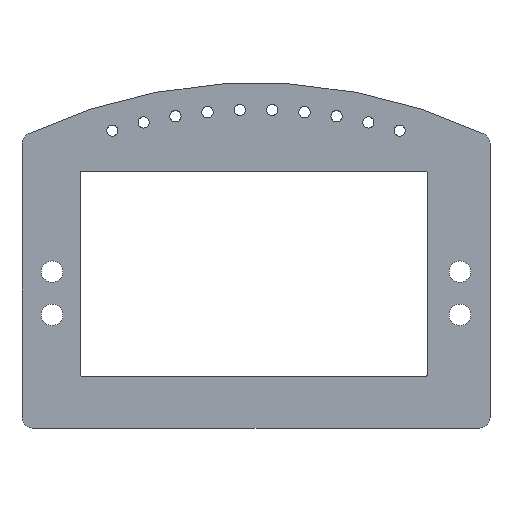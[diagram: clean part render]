
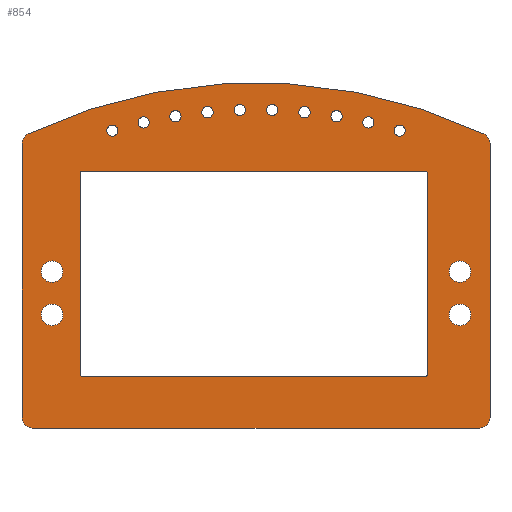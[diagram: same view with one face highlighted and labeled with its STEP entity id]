
A CAD part, top view. The second image highlights one B-rep face of the part: STEP entity #854.
In plain terms, the highlighted planar face has unit normal (0, 0, 1).
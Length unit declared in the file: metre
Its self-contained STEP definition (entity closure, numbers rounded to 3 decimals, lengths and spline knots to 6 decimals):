
#64=CIRCLE('',#919,0.247372);
#65=CIRCLE('',#925,0.005);
#66=CIRCLE('',#927,0.005);
#67=CIRCLE('',#929,0.005);
#68=CIRCLE('',#931,0.005);
#69=CIRCLE('',#933,0.0026);
#71=CIRCLE('',#936,0.0026);
#73=CIRCLE('',#939,0.0026);
#75=CIRCLE('',#942,0.0026);
#77=CIRCLE('',#945,0.0026);
#79=CIRCLE('',#948,0.0026);
#81=CIRCLE('',#951,0.0026);
#83=CIRCLE('',#954,0.0026);
#85=CIRCLE('',#957,0.0026);
#87=CIRCLE('',#960,0.0026);
#89=CIRCLE('',#965,0.001);
#90=CIRCLE('',#966,0.001);
#91=CIRCLE('',#967,0.001);
#92=CIRCLE('',#968,0.001);
#93=CIRCLE('',#969,0.005);
#94=CIRCLE('',#970,0.005);
#95=CIRCLE('',#971,0.005);
#96=CIRCLE('',#972,0.005);
#199=ORIENTED_EDGE('',*,*,#356,.F.);
#200=ORIENTED_EDGE('',*,*,#395,.T.);
#201=ORIENTED_EDGE('',*,*,#360,.T.);
#202=ORIENTED_EDGE('',*,*,#396,.T.);
#203=ORIENTED_EDGE('',*,*,#363,.T.);
#204=ORIENTED_EDGE('',*,*,#397,.T.);
#205=ORIENTED_EDGE('',*,*,#390,.F.);
#206=ORIENTED_EDGE('',*,*,#398,.T.);
#207=ORIENTED_EDGE('',*,*,#387,.F.);
#208=ORIENTED_EDGE('',*,*,#385,.F.);
#209=ORIENTED_EDGE('',*,*,#383,.F.);
#210=ORIENTED_EDGE('',*,*,#381,.F.);
#211=ORIENTED_EDGE('',*,*,#379,.F.);
#212=ORIENTED_EDGE('',*,*,#377,.F.);
#213=ORIENTED_EDGE('',*,*,#375,.F.);
#214=ORIENTED_EDGE('',*,*,#373,.F.);
#215=ORIENTED_EDGE('',*,*,#371,.F.);
#216=ORIENTED_EDGE('',*,*,#369,.F.);
#217=ORIENTED_EDGE('',*,*,#368,.F.);
#218=ORIENTED_EDGE('',*,*,#367,.F.);
#219=ORIENTED_EDGE('',*,*,#366,.F.);
#220=ORIENTED_EDGE('',*,*,#365,.F.);
#221=ORIENTED_EDGE('',*,*,#354,.T.);
#222=ORIENTED_EDGE('',*,*,#399,.T.);
#223=ORIENTED_EDGE('',*,*,#392,.T.);
#224=ORIENTED_EDGE('',*,*,#400,.T.);
#225=ORIENTED_EDGE('',*,*,#347,.T.);
#226=ORIENTED_EDGE('',*,*,#401,.T.);
#227=ORIENTED_EDGE('',*,*,#350,.T.);
#228=ORIENTED_EDGE('',*,*,#402,.T.);
#347=EDGE_CURVE('',#451,#452,#516,.T.);
#350=EDGE_CURVE('',#453,#454,#64,.T.);
#354=EDGE_CURVE('',#456,#455,#522,.T.);
#356=EDGE_CURVE('',#457,#458,#524,.T.);
#360=EDGE_CURVE('',#460,#459,#528,.T.);
#363=EDGE_CURVE('',#462,#461,#531,.T.);
#365=EDGE_CURVE('',#463,#463,#65,.T.);
#366=EDGE_CURVE('',#464,#464,#66,.T.);
#367=EDGE_CURVE('',#465,#465,#67,.T.);
#368=EDGE_CURVE('',#466,#466,#68,.T.);
#369=EDGE_CURVE('',#467,#467,#69,.T.);
#371=EDGE_CURVE('',#469,#469,#71,.T.);
#373=EDGE_CURVE('',#471,#471,#73,.T.);
#375=EDGE_CURVE('',#473,#473,#75,.T.);
#377=EDGE_CURVE('',#475,#475,#77,.T.);
#379=EDGE_CURVE('',#477,#477,#79,.T.);
#381=EDGE_CURVE('',#479,#479,#81,.T.);
#383=EDGE_CURVE('',#481,#481,#83,.T.);
#385=EDGE_CURVE('',#483,#483,#85,.T.);
#387=EDGE_CURVE('',#485,#485,#87,.T.);
#390=EDGE_CURVE('',#487,#488,#534,.T.);
#392=EDGE_CURVE('',#489,#490,#536,.T.);
#395=EDGE_CURVE('',#457,#460,#89,.F.);
#396=EDGE_CURVE('',#459,#462,#90,.F.);
#397=EDGE_CURVE('',#461,#488,#91,.F.);
#398=EDGE_CURVE('',#487,#458,#92,.F.);
#399=EDGE_CURVE('',#455,#489,#93,.T.);
#400=EDGE_CURVE('',#490,#451,#94,.T.);
#401=EDGE_CURVE('',#452,#453,#95,.T.);
#402=EDGE_CURVE('',#454,#456,#96,.T.);
#451=VERTEX_POINT('',#1354);
#452=VERTEX_POINT('',#1355);
#453=VERTEX_POINT('',#1360);
#454=VERTEX_POINT('',#1361);
#455=VERTEX_POINT('',#1366);
#456=VERTEX_POINT('',#1368);
#457=VERTEX_POINT('',#1372);
#458=VERTEX_POINT('',#1373);
#459=VERTEX_POINT('',#1378);
#460=VERTEX_POINT('',#1380);
#461=VERTEX_POINT('',#1384);
#462=VERTEX_POINT('',#1386);
#463=VERTEX_POINT('',#1390);
#464=VERTEX_POINT('',#1393);
#465=VERTEX_POINT('',#1396);
#466=VERTEX_POINT('',#1399);
#467=VERTEX_POINT('',#1402);
#469=VERTEX_POINT('',#1407);
#471=VERTEX_POINT('',#1412);
#473=VERTEX_POINT('',#1417);
#475=VERTEX_POINT('',#1422);
#477=VERTEX_POINT('',#1427);
#479=VERTEX_POINT('',#1432);
#481=VERTEX_POINT('',#1437);
#483=VERTEX_POINT('',#1442);
#485=VERTEX_POINT('',#1447);
#487=VERTEX_POINT('',#1452);
#488=VERTEX_POINT('',#1454);
#489=VERTEX_POINT('',#1458);
#490=VERTEX_POINT('',#1459);
#516=LINE('',#1353,#554);
#522=LINE('',#1367,#560);
#524=LINE('',#1371,#562);
#528=LINE('',#1379,#566);
#531=LINE('',#1385,#569);
#534=LINE('',#1453,#572);
#536=LINE('',#1457,#574);
#554=VECTOR('',#1069,1.);
#560=VECTOR('',#1081,1.);
#562=VECTOR('',#1085,1.);
#566=VECTOR('',#1091,1.);
#569=VECTOR('',#1096,1.);
#572=VECTOR('',#1177,1.);
#574=VECTOR('',#1181,1.);
#630=EDGE_LOOP('',(#199,#200,#201,#202,#203,#204,#205,#206));
#631=EDGE_LOOP('',(#207));
#632=EDGE_LOOP('',(#208));
#633=EDGE_LOOP('',(#209));
#634=EDGE_LOOP('',(#210));
#635=EDGE_LOOP('',(#211));
#636=EDGE_LOOP('',(#212));
#637=EDGE_LOOP('',(#213));
#638=EDGE_LOOP('',(#214));
#639=EDGE_LOOP('',(#215));
#640=EDGE_LOOP('',(#216));
#641=EDGE_LOOP('',(#217));
#642=EDGE_LOOP('',(#218));
#643=EDGE_LOOP('',(#219));
#644=EDGE_LOOP('',(#220));
#645=EDGE_LOOP('',(#221,#222,#223,#224,#225,#226,#227,#228));
#744=FACE_BOUND('',#630,.T.);
#745=FACE_BOUND('',#631,.T.);
#746=FACE_BOUND('',#632,.T.);
#747=FACE_BOUND('',#633,.T.);
#748=FACE_BOUND('',#634,.T.);
#749=FACE_BOUND('',#635,.T.);
#750=FACE_BOUND('',#636,.T.);
#751=FACE_BOUND('',#637,.T.);
#752=FACE_BOUND('',#638,.T.);
#753=FACE_BOUND('',#639,.T.);
#754=FACE_BOUND('',#640,.T.);
#755=FACE_BOUND('',#641,.T.);
#756=FACE_BOUND('',#642,.T.);
#757=FACE_BOUND('',#643,.T.);
#758=FACE_BOUND('',#644,.T.);
#759=FACE_BOUND('',#645,.T.);
#819=PLANE('',#964);
#854=ADVANCED_FACE('',(#744,#745,#746,#747,#748,#749,#750,#751,#752,#753,
#754,#755,#756,#757,#758,#759),#819,.T.);
#919=AXIS2_PLACEMENT_3D('',#1359,#1074,#1075);
#925=AXIS2_PLACEMENT_3D('',#1389,#1100,#1101);
#927=AXIS2_PLACEMENT_3D('',#1392,#1104,#1105);
#929=AXIS2_PLACEMENT_3D('',#1395,#1108,#1109);
#931=AXIS2_PLACEMENT_3D('',#1398,#1112,#1113);
#933=AXIS2_PLACEMENT_3D('',#1401,#1116,#1117);
#936=AXIS2_PLACEMENT_3D('',#1406,#1122,#1123);
#939=AXIS2_PLACEMENT_3D('',#1411,#1128,#1129);
#942=AXIS2_PLACEMENT_3D('',#1416,#1134,#1135);
#945=AXIS2_PLACEMENT_3D('',#1421,#1140,#1141);
#948=AXIS2_PLACEMENT_3D('',#1426,#1146,#1147);
#951=AXIS2_PLACEMENT_3D('',#1431,#1152,#1153);
#954=AXIS2_PLACEMENT_3D('',#1436,#1158,#1159);
#957=AXIS2_PLACEMENT_3D('',#1441,#1164,#1165);
#960=AXIS2_PLACEMENT_3D('',#1446,#1170,#1171);
#964=AXIS2_PLACEMENT_3D('',#1462,#1184,#1185);
#965=AXIS2_PLACEMENT_3D('',#1463,#1186,#1187);
#966=AXIS2_PLACEMENT_3D('',#1464,#1188,#1189);
#967=AXIS2_PLACEMENT_3D('',#1465,#1190,#1191);
#968=AXIS2_PLACEMENT_3D('',#1466,#1192,#1193);
#969=AXIS2_PLACEMENT_3D('',#1467,#1194,#1195);
#970=AXIS2_PLACEMENT_3D('',#1468,#1196,#1197);
#971=AXIS2_PLACEMENT_3D('',#1469,#1198,#1199);
#972=AXIS2_PLACEMENT_3D('',#1470,#1200,#1201);
#1069=DIRECTION('',(0.,1.,0.));
#1074=DIRECTION('',(0.,0.,1.));
#1075=DIRECTION('',(1.,0.,0.));
#1081=DIRECTION('',(0.,-1.,0.));
#1085=DIRECTION('',(0.,-1.,0.));
#1091=DIRECTION('',(1.,0.,0.));
#1096=DIRECTION('',(0.,-1.,0.));
#1100=DIRECTION('',(0.,0.,1.));
#1101=DIRECTION('',(1.,0.,0.));
#1104=DIRECTION('',(0.,0.,1.));
#1105=DIRECTION('',(1.,0.,0.));
#1108=DIRECTION('',(0.,0.,1.));
#1109=DIRECTION('',(1.,0.,0.));
#1112=DIRECTION('',(0.,0.,1.));
#1113=DIRECTION('',(1.,0.,0.));
#1116=DIRECTION('',(0.,0.,1.));
#1117=DIRECTION('',(1.,0.,0.));
#1122=DIRECTION('',(0.,0.,1.));
#1123=DIRECTION('',(1.,0.,0.));
#1128=DIRECTION('',(0.,0.,1.));
#1129=DIRECTION('',(1.,0.,0.));
#1134=DIRECTION('',(0.,0.,1.));
#1135=DIRECTION('',(1.,0.,0.));
#1140=DIRECTION('',(0.,0.,1.));
#1141=DIRECTION('',(1.,0.,0.));
#1146=DIRECTION('',(0.,0.,1.));
#1147=DIRECTION('',(1.,0.,0.));
#1152=DIRECTION('',(0.,0.,1.));
#1153=DIRECTION('',(1.,0.,0.));
#1158=DIRECTION('',(0.,0.,1.));
#1159=DIRECTION('',(1.,0.,0.));
#1164=DIRECTION('',(0.,0.,1.));
#1165=DIRECTION('',(1.,0.,0.));
#1170=DIRECTION('',(0.,0.,1.));
#1171=DIRECTION('',(1.,0.,0.));
#1177=DIRECTION('',(1.,0.,0.));
#1181=DIRECTION('',(1.,0.,0.));
#1184=DIRECTION('',(0.,0.,1.));
#1185=DIRECTION('',(1.,0.,0.));
#1186=DIRECTION('',(0.,0.,1.));
#1187=DIRECTION('',(1.,0.,0.));
#1188=DIRECTION('',(0.,0.,1.));
#1189=DIRECTION('',(1.,0.,0.));
#1190=DIRECTION('',(0.,0.,1.));
#1191=DIRECTION('',(1.,0.,0.));
#1192=DIRECTION('',(0.,0.,1.));
#1193=DIRECTION('',(1.,0.,0.));
#1194=DIRECTION('',(0.,0.,1.));
#1195=DIRECTION('',(1.,0.,0.));
#1196=DIRECTION('',(0.,0.,1.));
#1197=DIRECTION('',(1.,0.,0.));
#1198=DIRECTION('',(0.,0.,1.));
#1199=DIRECTION('',(1.,0.,0.));
#1200=DIRECTION('',(0.,0.,1.));
#1201=DIRECTION('',(1.,0.,0.));
#1353=CARTESIAN_POINT('',(0.10845,-0.01252,0.003));
#1354=CARTESIAN_POINT('',(0.10845,-0.075,0.003));
#1355=CARTESIAN_POINT('',(0.10845,0.051814,0.003));
#1359=CARTESIAN_POINT('',(0.,-0.167372,0.003));
#1360=CARTESIAN_POINT('',(0.105584,0.056335,0.003));
#1361=CARTESIAN_POINT('',(-0.105584,0.056335,0.003));
#1366=CARTESIAN_POINT('',(-0.10845,-0.075,0.003));
#1367=CARTESIAN_POINT('',(-0.10845,-0.01252,0.003));
#1368=CARTESIAN_POINT('',(-0.10845,0.051814,0.003));
#1371=CARTESIAN_POINT('',(-0.0815,-0.00852,0.003));
#1372=CARTESIAN_POINT('',(-0.0815,0.03798,0.003));
#1373=CARTESIAN_POINT('',(-0.0815,-0.05502,0.003));
#1378=CARTESIAN_POINT('',(0.0785,0.03898,0.003));
#1379=CARTESIAN_POINT('',(0.078975,0.03898,0.003));
#1380=CARTESIAN_POINT('',(-0.0805,0.03898,0.003));
#1384=CARTESIAN_POINT('',(0.0795,-0.05502,0.003));
#1385=CARTESIAN_POINT('',(0.0795,-0.00852,0.003));
#1386=CARTESIAN_POINT('',(0.0795,0.03798,0.003));
#1389=CARTESIAN_POINT('',(0.0945,-0.00752,0.003));
#1390=CARTESIAN_POINT('',(0.0995,-0.00752,0.003));
#1392=CARTESIAN_POINT('',(0.0945,-0.02752,0.003));
#1393=CARTESIAN_POINT('',(0.0995,-0.02752,0.003));
#1395=CARTESIAN_POINT('',(-0.0945,-0.00752,0.003));
#1396=CARTESIAN_POINT('',(-0.0895,-0.00752,0.003));
#1398=CARTESIAN_POINT('',(-0.0945,-0.02752,0.003));
#1399=CARTESIAN_POINT('',(-0.0895,-0.02752,0.003));
#1401=CARTESIAN_POINT('',(0.066586,0.057864,0.003));
#1402=CARTESIAN_POINT('',(0.069186,0.057864,0.003));
#1406=CARTESIAN_POINT('',(0.052073,0.061655,0.003));
#1407=CARTESIAN_POINT('',(0.054673,0.061655,0.003));
#1411=CARTESIAN_POINT('',(0.037347,0.064512,0.003));
#1412=CARTESIAN_POINT('',(0.039947,0.064512,0.003));
#1416=CARTESIAN_POINT('',(0.022469,0.066423,0.003));
#1417=CARTESIAN_POINT('',(0.025069,0.066423,0.003));
#1421=CARTESIAN_POINT('',(0.0075,0.06738,0.003));
#1422=CARTESIAN_POINT('',(0.0101,0.06738,0.003));
#1426=CARTESIAN_POINT('',(-0.0075,0.06738,0.003));
#1427=CARTESIAN_POINT('',(-0.0049,0.06738,0.003));
#1431=CARTESIAN_POINT('',(-0.022469,0.066423,0.003));
#1432=CARTESIAN_POINT('',(-0.019869,0.066423,0.003));
#1436=CARTESIAN_POINT('',(-0.037347,0.064512,0.003));
#1437=CARTESIAN_POINT('',(-0.034747,0.064512,0.003));
#1441=CARTESIAN_POINT('',(-0.052073,0.061655,0.003));
#1442=CARTESIAN_POINT('',(-0.049473,0.061655,0.003));
#1446=CARTESIAN_POINT('',(-0.066586,0.057864,0.003));
#1447=CARTESIAN_POINT('',(-0.063986,0.057864,0.003));
#1452=CARTESIAN_POINT('',(-0.0805,-0.05602,0.003));
#1453=CARTESIAN_POINT('',(-0.001,-0.05602,0.003));
#1454=CARTESIAN_POINT('',(0.0785,-0.05602,0.003));
#1457=CARTESIAN_POINT('',(0.,-0.08,0.003));
#1458=CARTESIAN_POINT('',(-0.10345,-0.08,0.003));
#1459=CARTESIAN_POINT('',(0.10345,-0.08,0.003));
#1462=CARTESIAN_POINT('',(0.,0.,0.003));
#1463=CARTESIAN_POINT('',(-0.0805,0.03798,0.003));
#1464=CARTESIAN_POINT('',(0.0785,0.03798,0.003));
#1465=CARTESIAN_POINT('',(0.0785,-0.05502,0.003));
#1466=CARTESIAN_POINT('',(-0.0805,-0.05502,0.003));
#1467=CARTESIAN_POINT('',(-0.10345,-0.075,0.003));
#1468=CARTESIAN_POINT('',(0.10345,-0.075,0.003));
#1469=CARTESIAN_POINT('',(0.10345,0.051814,0.003));
#1470=CARTESIAN_POINT('',(-0.10345,0.051814,0.003));
